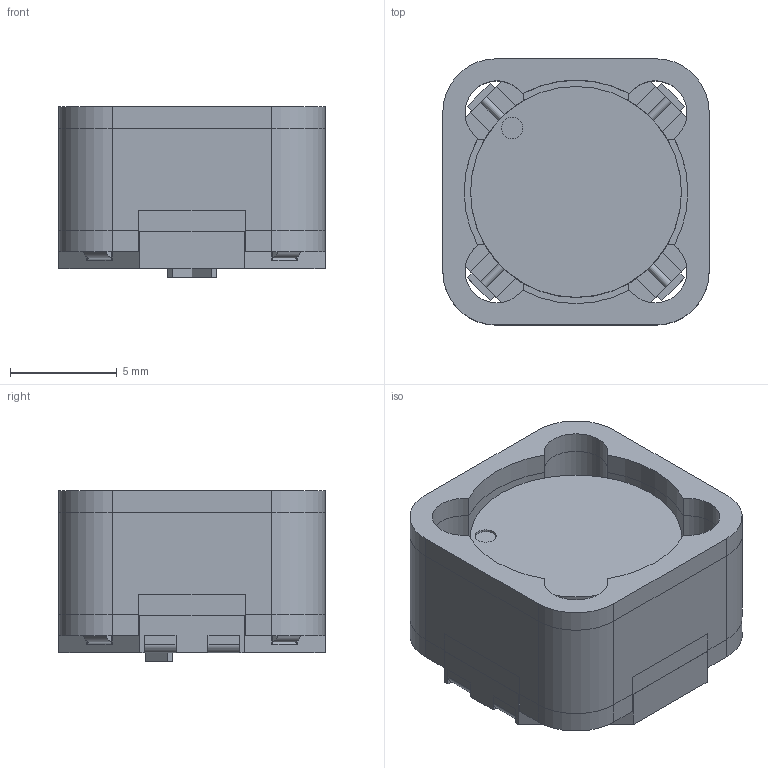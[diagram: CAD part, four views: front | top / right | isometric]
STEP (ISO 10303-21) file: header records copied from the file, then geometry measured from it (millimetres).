
FILE_DESCRIPTION( ( 'Unknown' ), '1' );
FILE_NAME( '744282xxx.stp', 'Unknown', ( 'Unknown' ), ( 'Unknown' ), 'PSStep 13.0', 'Unknown', ' ' );
FILE_SCHEMA( ( 'AUTOMOTIVE_DESIGN { 1 0 10303 214 1 1 1 1 }' ) );
Length unit declared in the file: millimetre
Products named in the file (9): Assem1; Pin; Deckel; Kern; Pin_2
Bounding box: 12.5 x 12.5 x 8 mm (x, y, z)
Volume: 1259 mm3; surface area: 3005.8 mm2
Topology: 18 solids, 18 shells, 587 faces, 1575 edges, 1004 vertices
Faces by surface type: plane 372, cylinder 139, bspline 76
Full cylindrical faces by diameter (mm): 1 x2, 4.8 x2, 9.9 x4
Entity records: 18254 total; most frequent: CARTESIAN_POINT 9558, ORIENTED_EDGE 1344, DIRECTION 1243, EDGE_CURVE 672, LINE 501, VECTOR 501, VERTEX_POINT 451, AXIS2_PLACEMENT_3D 371
